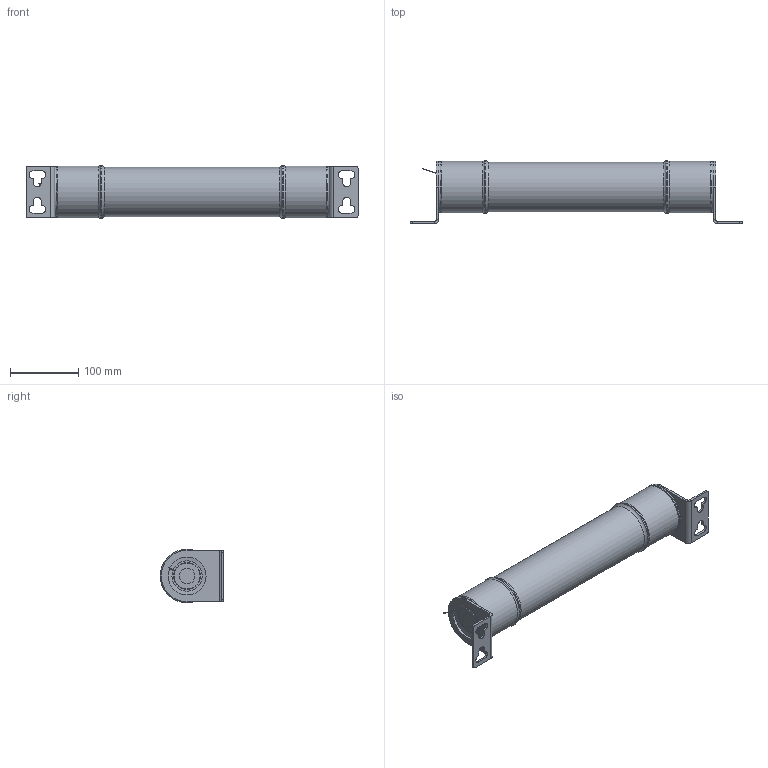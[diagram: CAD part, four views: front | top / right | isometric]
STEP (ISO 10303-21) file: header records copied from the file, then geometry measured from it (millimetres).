
FILE_DESCRIPTION (( 'STEP AP203' ), '1' );
FILE_NAME ('242127.STEP', '2021-09-17T12:46:14', ( '' ), ( '' ), 'SwSTEP 2.0', 'SolidWorks 2017', '' );
FILE_SCHEMA (( 'CONFIG_CONTROL_DESIGN' ));
Length unit declared in the file: inch
Products named in the file (1): 242127
Bounding box: 487.36 x 93.24 x 78.78 mm (x, y, z)
Surface area: 231657.7 mm2 (no closed solid volume)
Topology: 0 solids, 98 shells, 241 faces, 1082 edges, 929 vertices
Faces by surface type: plane 129, cylinder 79, torus 22, bspline 5, cone 3, sphere 3
Full cylindrical faces by diameter (mm): 38.1 x2, 55.563 x2, 72.898 x1, 73 x1, 76.149 x2, 78.74 x2
Entity records: 12992 total; most frequent: CARTESIAN_POINT 4681, DIRECTION 1577, ORIENTED_EDGE 1290, EDGE_CURVE 1037, VERTEX_POINT 923, LINE 677, VECTOR 677, AXIS2_PLACEMENT_3D 450
